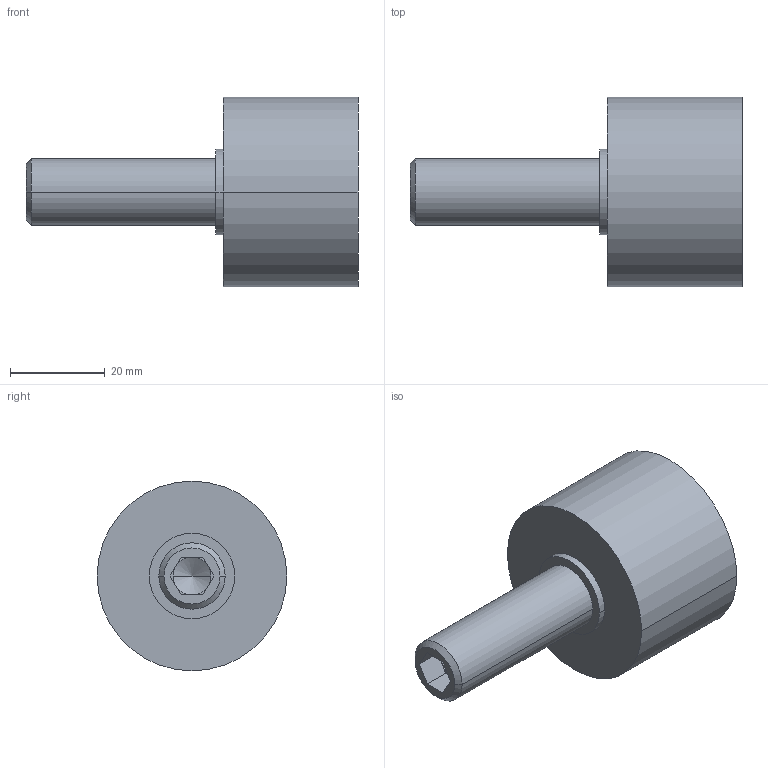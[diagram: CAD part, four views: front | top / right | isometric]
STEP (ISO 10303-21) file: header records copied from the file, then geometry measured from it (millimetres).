
FILE_DESCRIPTION(('STEP AP214'),'1');
FILE_NAME('hpc40.stp','2015-08-12T09:14:40',('TraceParts'),('TraceParts S.A.'),'Spatial InterOp 3D',' ',' ');
FILE_SCHEMA(('automotive_design'));
Length unit declared in the file: millimetre
Products named in the file (1): 1
Bounding box: 70 x 40 x 40 mm (x, y, z)
Volume: 41624.3 mm3; surface area: 8193.1 mm2
Topology: 1 solids, 1 shells, 23 faces, 50 edges, 31 vertices
Faces by surface type: plane 11, cylinder 8, cone 4
Entity records: 631 total; most frequent: DIRECTION 114, CARTESIAN_POINT 103, ORIENTED_EDGE 96, EDGE_CURVE 48, AXIS2_PLACEMENT_3D 42, VERTEX_POINT 31, LINE 30, VECTOR 30
